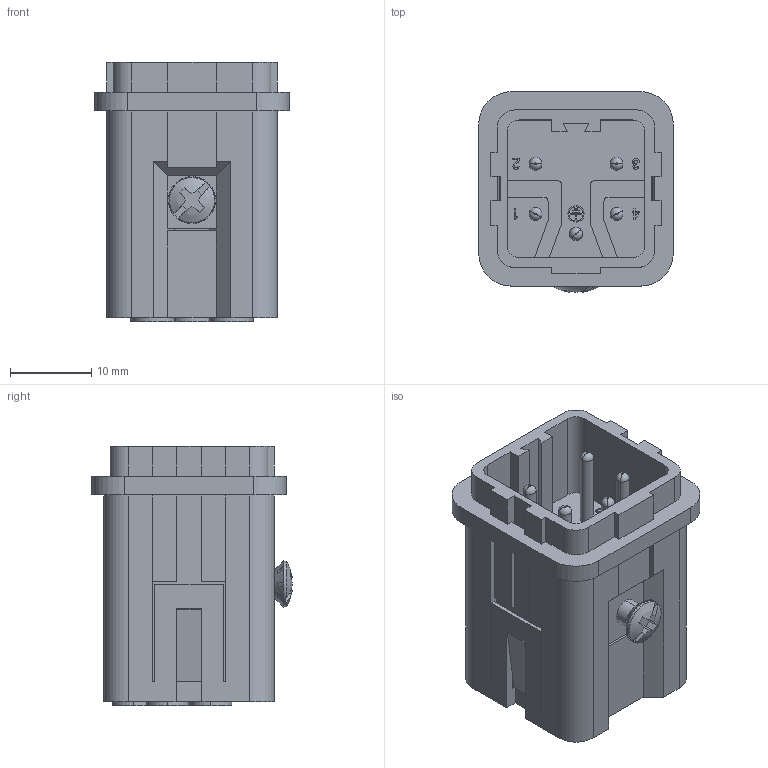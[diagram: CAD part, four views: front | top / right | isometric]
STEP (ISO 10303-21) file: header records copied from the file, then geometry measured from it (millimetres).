
FILE_DESCRIPTION(('Creo Elements/Direct Modeling STEP Export'),'2;1');
FILE_NAME('0lndrr03le7g0jc1280','2014-10-28T15:00:05',(''),(''),'Creo Elements/Direct Modeling STEP processor for AP214 (Solid Model)','Creo Elements/Direct Modeling 18.1F 24-Jul-2014 (C) Parametric Technology GmbH','');
FILE_SCHEMA(('AUTOMOTIVE_DESIGN { 1 0 10303 214 1 1 1 1 }'));
Length unit declared in the file: millimetre
Products named in the file (2): JKSM_04
Assembly tree (1 placements, depth 2):
  JKSM_04
    JKSM_04
Bounding box: 24 x 24.74 x 32 mm (x, y, z)
Volume: 9030.4 mm3; surface area: 6876.3 mm2
Topology: 2 solids, 5 shells, 728 faces, 1992 edges, 1314 vertices
Faces by surface type: plane 619, cylinder 83, cone 14, torus 10, sphere 2
Entity records: 29503 total; most frequent: CARTESIAN_POINT 6193, ORIENTED_EDGE 3988, DIRECTION 3419, EDGE_CURVE 1992, VECTOR 1667, LINE 1667, VERTEX_POINT 1314, AXIS2_PLACEMENT_3D 876
